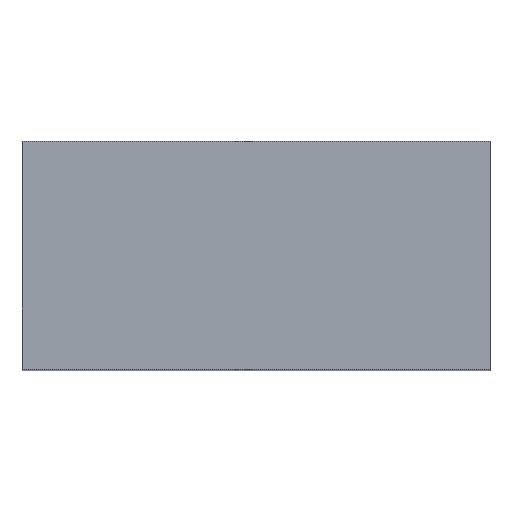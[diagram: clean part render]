
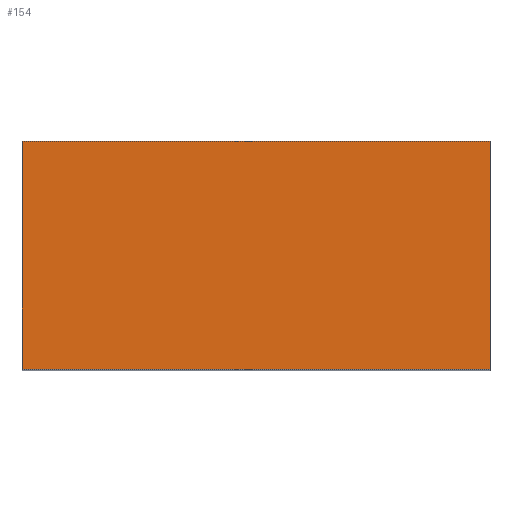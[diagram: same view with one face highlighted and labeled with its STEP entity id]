
A CAD part, top view. The second image highlights one B-rep face of the part: STEP entity #154.
In plain terms, the highlighted planar face has unit normal (0, 0, 1).
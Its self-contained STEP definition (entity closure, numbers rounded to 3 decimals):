
#23=VERTEX_POINT('',#24);
#24=CARTESIAN_POINT('',(-0.68,-0.95,10.));
#28=ORIENTED_EDGE('',*,*,#29,.T.);
#29=EDGE_CURVE('',#23,#30,#32,.T.);
#30=VERTEX_POINT('',#31);
#31=CARTESIAN_POINT('',(3.22,-0.95,10.));
#32=LINE('',#24,#33);
#33=VECTOR('',#34,1.);
#34=DIRECTION('',(1.,0.,0.));
#45=DIRECTION('',(0.,1.,0.));
#53=VERTEX_POINT('',#54);
#54=CARTESIAN_POINT('',(-0.68,0.95,10.));
#56=ORIENTED_EDGE('',*,*,#57,.T.);
#57=EDGE_CURVE('',#53,#23,#58,.T.);
#58=LINE('',#54,#59);
#59=VECTOR('',#60,1.);
#60=DIRECTION('',(0.,-1.,0.));
#71=ORIENTED_EDGE('',*,*,#72,.T.);
#72=EDGE_CURVE('',#30,#73,#75,.T.);
#73=VERTEX_POINT('',#74);
#74=CARTESIAN_POINT('',(3.22,0.95,10.));
#75=LINE('',#31,#76);
#76=VECTOR('',#45,1.);
#87=DIRECTION('',(-1.,0.,0.));
#94=VECTOR('',#87,1.);
#118=DIRECTION('',(-1.,0.,0.));
#153=DIRECTION('',(0.,0.,-1.));
#154=ADVANCED_FACE('',(#155),#160,.F.);
#155=FACE_BOUND('',#156,.T.);
#156=EDGE_LOOP('',(#28,#71,#157,#56));
#157=ORIENTED_EDGE('',*,*,#158,.T.);
#158=EDGE_CURVE('',#73,#53,#159,.T.);
#159=LINE('',#74,#94);
#160=PLANE('',#161);
#161=AXIS2_PLACEMENT_3D('',#24,#153,#118);
